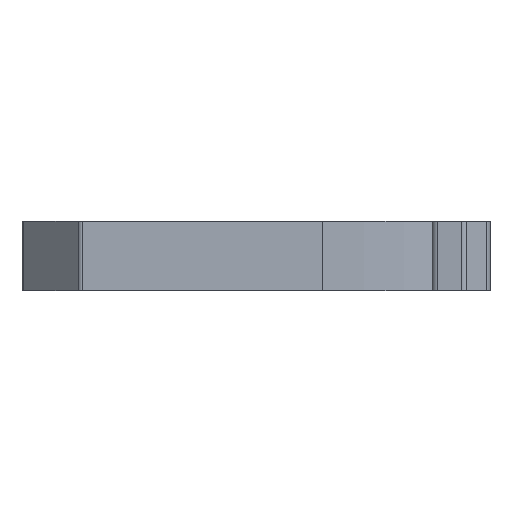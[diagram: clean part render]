
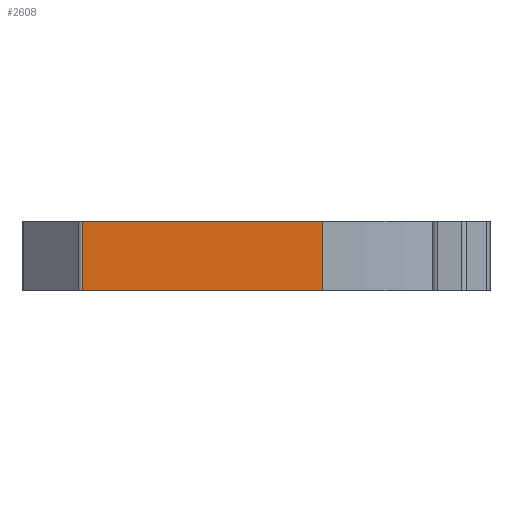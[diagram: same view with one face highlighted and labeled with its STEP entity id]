
A CAD part, left-side view. The second image highlights one B-rep face of the part: STEP entity #2608.
In plain terms, the highlighted planar face has unit normal (-1, 0, 0).
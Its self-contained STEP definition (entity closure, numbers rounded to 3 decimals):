
#27=DIRECTION('',(0.,-1.,0.));
#28=VECTOR('',#27,20.726);
#29=CARTESIAN_POINT('',(14.135,49.341,-3.));
#30=LINE('',#29,#28);
#672=DIRECTION('',(0.,0.,1.));
#673=VECTOR('',#672,6.);
#674=CARTESIAN_POINT('',(14.135,28.614,-3.));
#675=LINE('',#674,#673);
#676=DIRECTION('',(0.,0.,1.));
#677=VECTOR('',#676,6.);
#678=CARTESIAN_POINT('',(14.135,49.341,-3.));
#679=LINE('',#678,#677);
#1025=DIRECTION('',(0.,-1.,0.));
#1026=VECTOR('',#1025,20.726);
#1027=CARTESIAN_POINT('',(14.135,49.341,3.));
#1028=LINE('',#1027,#1026);
#1038=CARTESIAN_POINT('',(14.135,49.341,-3.));
#1039=VERTEX_POINT('',#1038);
#1040=CARTESIAN_POINT('',(14.135,28.614,-3.));
#1041=VERTEX_POINT('',#1040);
#1180=CARTESIAN_POINT('',(14.135,49.341,3.));
#1181=VERTEX_POINT('',#1180);
#1182=CARTESIAN_POINT('',(14.135,28.614,3.));
#1183=VERTEX_POINT('',#1182);
#2595=CARTESIAN_POINT('',(14.135,49.341,-3.));
#2596=DIRECTION('',(-1.,0.,0.));
#2597=DIRECTION('',(0.,-1.,0.));
#2598=AXIS2_PLACEMENT_3D('',#2595,#2596,#2597);
#2599=PLANE('',#2598);
#2600=ORIENTED_EDGE('',*,*,#1359,.F.);
#2602=ORIENTED_EDGE('',*,*,#2601,.T.);
#2604=ORIENTED_EDGE('',*,*,#2603,.T.);
#2605=ORIENTED_EDGE('',*,*,#2587,.F.);
#2606=EDGE_LOOP('',(#2600,#2602,#2604,#2605));
#2607=FACE_OUTER_BOUND('',#2606,.F.);
#1359=EDGE_CURVE('',#1039,#1041,#30,.T.);
#2587=EDGE_CURVE('',#1041,#1183,#675,.T.);
#2601=EDGE_CURVE('',#1039,#1181,#679,.T.);
#2603=EDGE_CURVE('',#1181,#1183,#1028,.T.);
#2608=ADVANCED_FACE('',(#2607),#2599,.T.);
